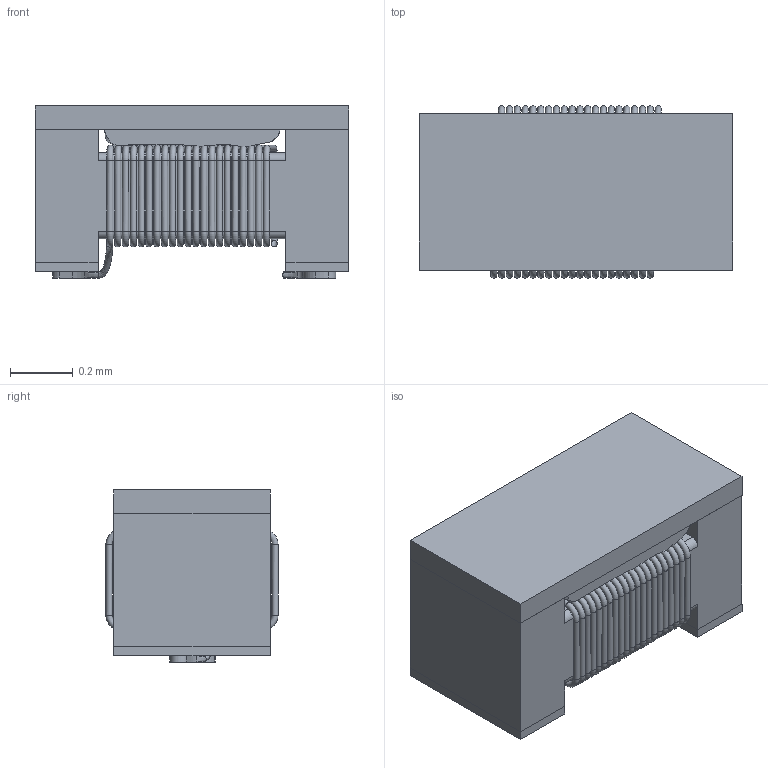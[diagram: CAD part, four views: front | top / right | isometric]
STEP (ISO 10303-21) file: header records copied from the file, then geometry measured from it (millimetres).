
FILE_DESCRIPTION(('STEP AP214'),'1');
FILE_NAME('L_Wurth_WE-RFI-0402.step','2024-12-17T08:19:28',(' '),('ANSOFT Corporation'),'Spatial InterOp 3D',' ',' ');
FILE_SCHEMA(('AUTOMOTIVE_DESIGN { 1 0 10303 214 1 1 1 1 }'));
Length unit declared in the file: millimetre
Products named in the file (1): Grundplatte
Bounding box: 1 x 0.55 x 0.55 mm (x, y, z)
Volume: 0.2 mm3; surface area: 6.2 mm2
Topology: 4 solids, 6 shells, 232 faces, 600 edges, 379 vertices
Faces by surface type: cylinder 98, torus 84, plane 40, bspline 9, extrusion 1
Full cylindrical faces by diameter (mm): 0.02 x84
Entity records: 8293 total; most frequent: CARTESIAN_POINT 1925, DIRECTION 748, ORIENTED_EDGE 630, EDGE_LOOP 403, FACE_OUTER_BOUND 390, AXIS2_PLACEMENT_3D 330, STYLED_ITEM 329, PRESENTATION_STYLE_ASSIGNMENT 329
